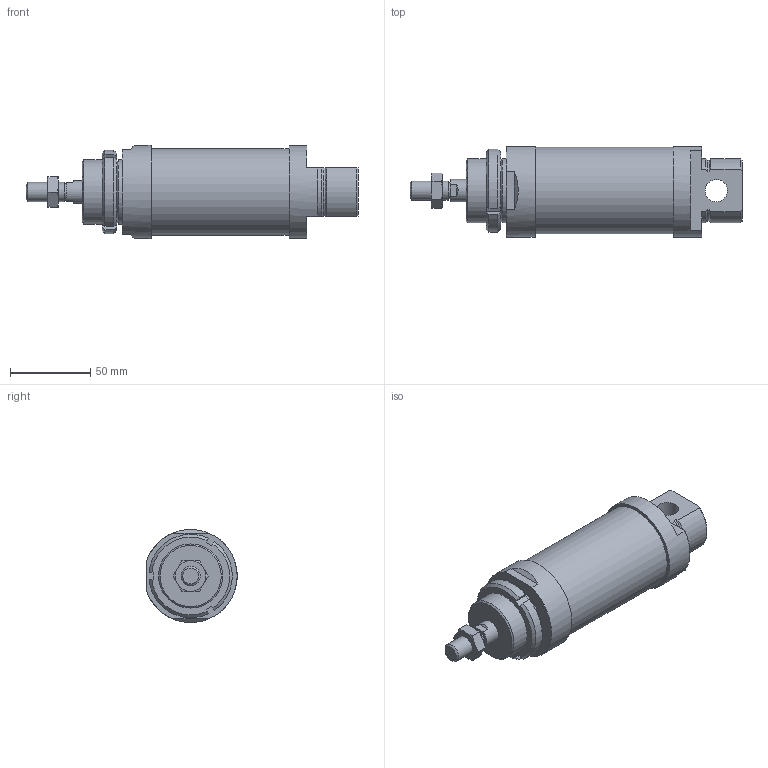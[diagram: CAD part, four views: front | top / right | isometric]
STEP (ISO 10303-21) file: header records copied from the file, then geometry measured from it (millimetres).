
FILE_DESCRIPTION(/* description */ ('STEP AP214'),/* implementation_level */ '2;1');
FILE_NAME(/* name */ '1272.50.30.M(0-0-30)',/* time_stamp */ '2023-03-30T21:34:51+02:00',/* author */ ('License CC BY-ND 4.0'),/* organization */ ('CADENAS'),/* preprocessor_version */ 'ST-DEVELOPER v19.3',/* originating_system */ 'PARTsolutions',/* authorisation */ ' ');
FILE_SCHEMA (('AUTOMOTIVE_DESIGN {1 0 10303 214 3 1 1}'));
Length unit declared in the file: millimetre
Products named in the file (7): 1272.50.30.M(0-0-30); n_iso_6432_50; rod_iso_6432_50072M30; rh_iso_6432_500; 1200.50.05; fh_iso_6432_500; barrel_iso_6432_50072M30
Assembly tree (6 placements, depth 2):
  1272.50.30.M(0-0-30)
    n_iso_6432_50
    rod_iso_6432_50072M30
    rh_iso_6432_500
    1200.50.05
    fh_iso_6432_500
    barrel_iso_6432_50072M30
Bounding box: 207 x 56.3 x 58 mm (x, y, z)
Volume: 335641.7 mm3; surface area: 67543.6 mm2
Topology: 6 solids, 6 shells, 109 faces, 250 edges, 159 vertices
Faces by surface type: plane 49, cone 34, cylinder 26
Full cylindrical faces by diameter (mm): 10.106 x1, 10.2 x1, 11.445 x2, 12 x1, 14 x3, 28 x2, 38.2 x1, 38.376 x1, 40 x2, 54 x1
Entity records: 3176 total; most frequent: CARTESIAN_POINT 640, DIRECTION 498, ORIENTED_EDGE 446, EDGE_CURVE 223, AXIS2_PLACEMENT_3D 207, VERTEX_POINT 157, EDGE_LOOP 150, FACE_BOUND 150
